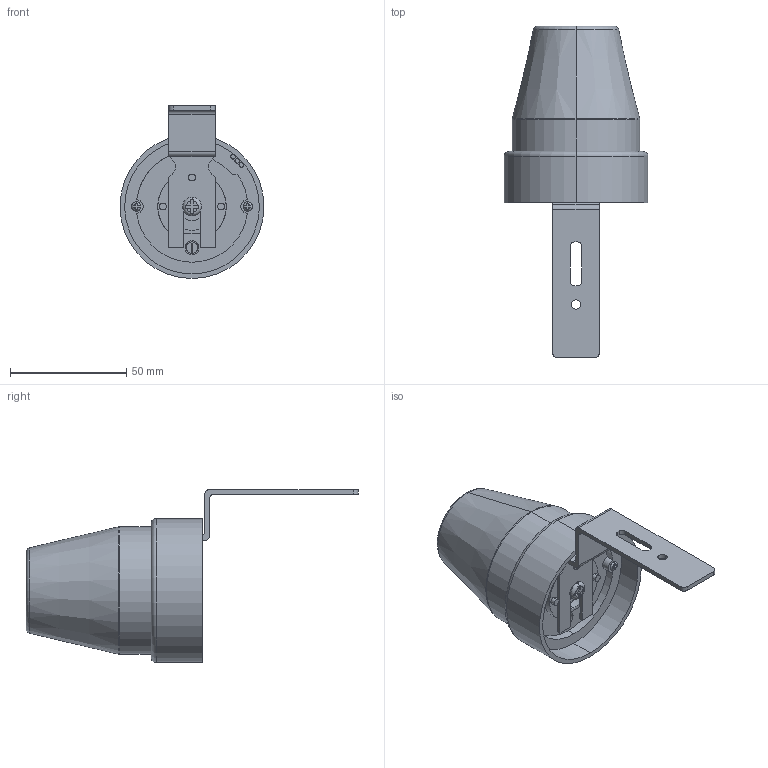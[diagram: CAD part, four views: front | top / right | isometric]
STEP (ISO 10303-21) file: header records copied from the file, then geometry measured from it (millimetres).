
FILE_DESCRIPTION (( 'STEP AP214' ), '1' );
FILE_NAME ('鐕襜謥錼 2.STEP', '2017-09-05T11:37:32', ( '' ), ( '' ), 'SwSTEP 2.0', 'SolidWorks 2014', '' );
FILE_SCHEMA (( 'AUTOMOTIVE_DESIGN' ));
Length unit declared in the file: millimetre
Products named in the file (1): 鐕襜謥錼 2
Bounding box: 62 x 143 x 74.5 mm (x, y, z)
Volume: 139064.3 mm3; surface area: 25590.2 mm2
Topology: 1 solids, 1 shells, 176 faces, 475 edges, 306 vertices
Faces by surface type: plane 107, cylinder 52, torus 12, bspline 3, cone 2
Entity records: 5731 total; most frequent: CARTESIAN_POINT 1208, ORIENTED_EDGE 950, DIRECTION 934, EDGE_CURVE 475, AXIS2_PLACEMENT_3D 335, VERTEX_POINT 306, VECTOR 264, LINE 264
